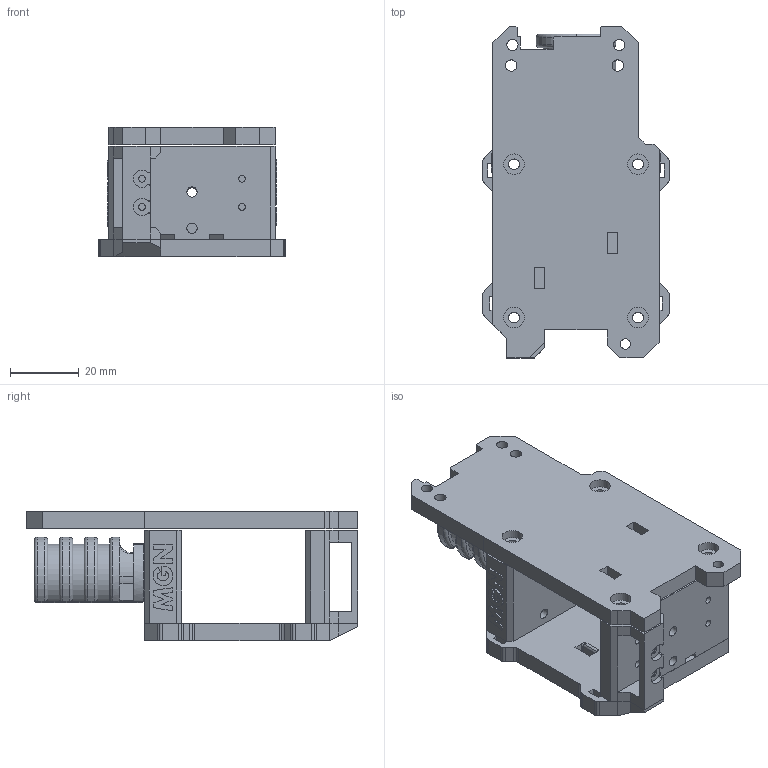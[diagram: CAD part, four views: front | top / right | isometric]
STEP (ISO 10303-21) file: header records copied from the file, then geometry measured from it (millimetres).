
FILE_DESCRIPTION(('HOOPS Exchange Step'),'2;1');
FILE_NAME('temp_export.step','2020-08-09T04:59:52-07:00',('mobile'),('Shapr3D Limited'),'HOOPS Exchange 2020.1','Shapr3D','Authorized');
FILE_SCHEMA( ('AP203_CONFIGURATION_CONTROLLED_3D_DESIGN_OF_MECHANICAL_PARTS_AND_ASSEMBLIES_MIM_LF') );
Length unit declared in the file: millimetre
Products named in the file (1): temp_export.x_b
Bounding box: 54.23 x 96.35 x 37.5 mm (x, y, z)
Volume: 59078.9 mm3; surface area: 31853.6 mm2
Topology: 5 solids, 5 shells, 564 faces, 1571 edges, 1024 vertices
Faces by surface type: plane 249, cylinder 210, bspline 42, sphere 37, torus 26
Full cylindrical faces by diameter (mm): 2 x6, 3 x10, 3.1 x12, 3.3 x4, 6 x10
Entity records: 20147 total; most frequent: CARTESIAN_POINT 5526, ORIENTED_EDGE 3138, DIRECTION 2925, EDGE_CURVE 1569, VERTEX_POINT 1024, AXIS2_PLACEMENT_3D 1010, VECTOR 905, LINE 905
